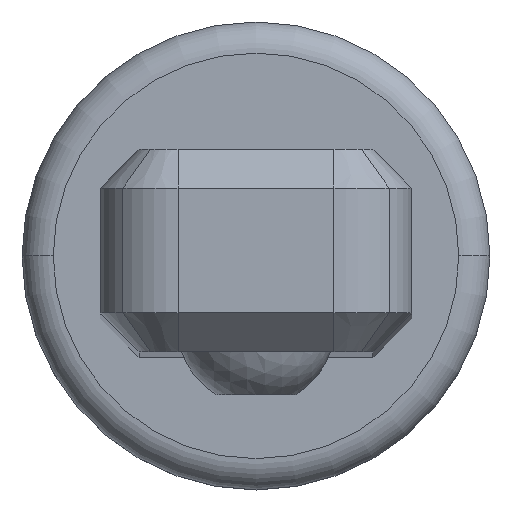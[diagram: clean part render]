
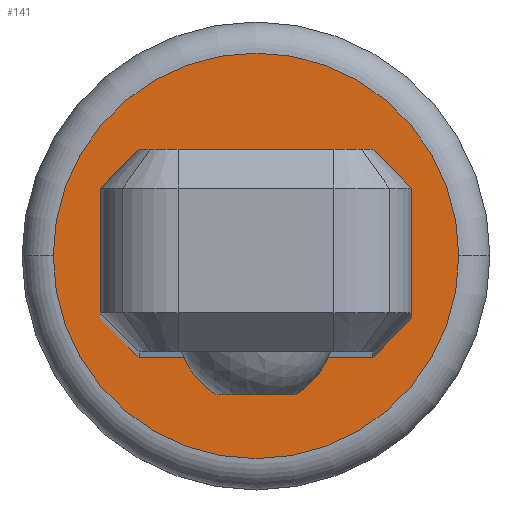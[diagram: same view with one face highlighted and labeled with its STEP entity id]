
A CAD part, top view. The second image highlights one B-rep face of the part: STEP entity #141.
In plain terms, the highlighted planar face has unit normal (0, 0, 1).
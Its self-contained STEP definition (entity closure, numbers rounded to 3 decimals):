
#141=ADVANCED_FACE('',(#320),#321,.T.);
#320=FACE_OUTER_BOUND('',#562,.T.);
#321=PLANE('',#563);
#562=EDGE_LOOP('',(#810,#811));
#563=AXIS2_PLACEMENT_3D('',#812,#813,#814);
#810=ORIENTED_EDGE('',*,*,#1364,.F.);
#811=ORIENTED_EDGE('',*,*,#1365,.F.);
#812=CARTESIAN_POINT('',(0.,0.0,27.0));
#813=DIRECTION('',(0.0,0.0,1.0));
#814=DIRECTION('',(1.0,0.0,0.0));
#1364=EDGE_CURVE('',#1604,#1605,#1606,.T.);
#1365=EDGE_CURVE('',#1605,#1604,#1607,.T.);
#1604=VERTEX_POINT('',#1927);
#1605=VERTEX_POINT('',#1928);
#1606=CIRCLE('',#1929,13.0);
#1607=CIRCLE('',#1930,13.0);
#1927=CARTESIAN_POINT('',(13.0,0.,27.0));
#1928=CARTESIAN_POINT('',(-13.0,0.,27.0));
#1929=AXIS2_PLACEMENT_3D('',#2320,#2321,#2322);
#1930=AXIS2_PLACEMENT_3D('',#2323,#2324,#2325);
#2320=CARTESIAN_POINT('',(0.,0.0,27.0));
#2321=DIRECTION('',(-0.0,0.0,-1.0));
#2322=DIRECTION('',(-1.0,0.,0.0));
#2323=CARTESIAN_POINT('',(0.,0.0,27.0));
#2324=DIRECTION('',(-0.0,0.0,-1.0));
#2325=DIRECTION('',(-1.0,0.,0.0));
